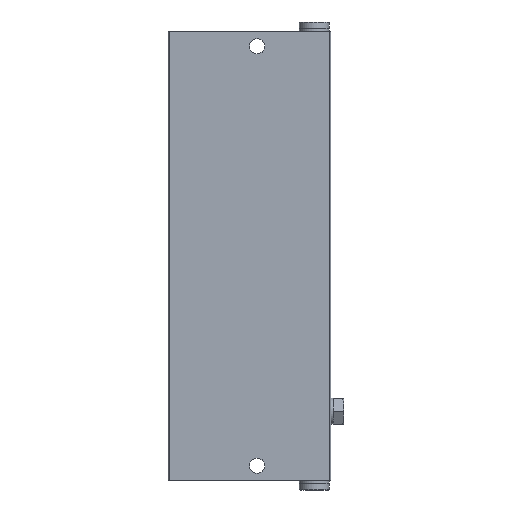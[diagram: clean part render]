
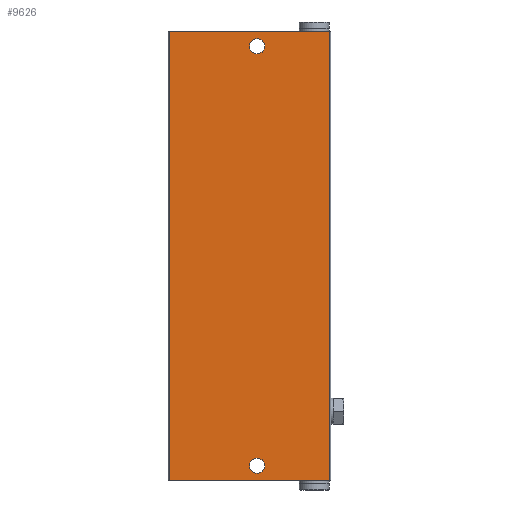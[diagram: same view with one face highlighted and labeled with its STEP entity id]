
A CAD part, front view. The second image highlights one B-rep face of the part: STEP entity #9626.
In plain terms, the highlighted planar face has unit normal (0, -1, 0).
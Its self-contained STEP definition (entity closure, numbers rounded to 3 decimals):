
#53=PLANE('',#10773);
#359=LINE('',#16730,#902);
#360=LINE('',#16736,#903);
#361=LINE('',#16738,#904);
#362=LINE('',#16740,#905);
#902=VECTOR('',#12038,1000.);
#903=VECTOR('',#12045,1000.);
#904=VECTOR('',#12046,1000.);
#905=VECTOR('',#12047,1000.);
#1716=CIRCLE('',#10774,2.05);
#1717=CIRCLE('',#10775,2.05);
#2414=ORIENTED_EDGE('',*,*,#4864,.F.);
#2415=ORIENTED_EDGE('',*,*,#4865,.F.);
#2416=ORIENTED_EDGE('',*,*,#4866,.F.);
#2417=ORIENTED_EDGE('',*,*,#4863,.F.);
#2418=ORIENTED_EDGE('',*,*,#4867,.T.);
#2419=ORIENTED_EDGE('',*,*,#4868,.T.);
#4863=EDGE_CURVE('',#6097,#6096,#359,.T.);
#4864=EDGE_CURVE('',#6098,#6098,#1716,.T.);
#4865=EDGE_CURVE('',#6099,#6099,#1717,.T.);
#4866=EDGE_CURVE('',#6096,#6100,#360,.T.);
#4867=EDGE_CURVE('',#6097,#6101,#361,.T.);
#4868=EDGE_CURVE('',#6101,#6100,#362,.T.);
#6096=VERTEX_POINT('',#16727);
#6097=VERTEX_POINT('',#16729);
#6098=VERTEX_POINT('',#16733);
#6099=VERTEX_POINT('',#16735);
#6100=VERTEX_POINT('',#16737);
#6101=VERTEX_POINT('',#16739);
#7219=EDGE_LOOP('',(#2414));
#7220=EDGE_LOOP('',(#2415));
#7221=EDGE_LOOP('',(#2416,#2417,#2418,#2419));
#8350=FACE_BOUND('',#7219,.T.);
#8351=FACE_BOUND('',#7220,.T.);
#8352=FACE_BOUND('',#7221,.T.);
#9626=ADVANCED_FACE('',(#8350,#8351,#8352),#53,.T.);
#10773=AXIS2_PLACEMENT_3D('',#16731,#12039,#12040);
#10774=AXIS2_PLACEMENT_3D('',#16732,#12041,#12042);
#10775=AXIS2_PLACEMENT_3D('',#16734,#12043,#12044);
#12038=DIRECTION('',(0.,0.,1.));
#12039=DIRECTION('',(0.,-1.,0.));
#12040=DIRECTION('',(0.,0.,-1.));
#12041=DIRECTION('',(0.,-1.,0.));
#12042=DIRECTION('',(0.,0.,-1.));
#12043=DIRECTION('',(0.,-1.,0.));
#12044=DIRECTION('',(0.,0.,-1.));
#12045=DIRECTION('',(1.,0.,0.));
#12046=DIRECTION('',(1.,0.,0.));
#12047=DIRECTION('',(0.,0.,1.));
#16727=CARTESIAN_POINT('',(-24.65,0.,0.));
#16729=CARTESIAN_POINT('',(-24.65,0.,-120.5));
#16730=CARTESIAN_POINT('',(-24.65,0.,-120.5));
#16731=CARTESIAN_POINT('',(-24.65,0.,-120.5));
#16732=CARTESIAN_POINT('',(-5.15,0.,-116.5));
#16733=CARTESIAN_POINT('',(-5.15,0.,-118.55));
#16734=CARTESIAN_POINT('',(-5.15,0.,-4.));
#16735=CARTESIAN_POINT('',(-5.15,0.,-6.05));
#16736=CARTESIAN_POINT('',(-24.65,0.,0.));
#16737=CARTESIAN_POINT('',(18.45,0.,0.));
#16738=CARTESIAN_POINT('',(-24.65,0.,-120.5));
#16739=CARTESIAN_POINT('',(18.45,0.,-120.5));
#16740=CARTESIAN_POINT('',(18.45,0.,-120.5));
